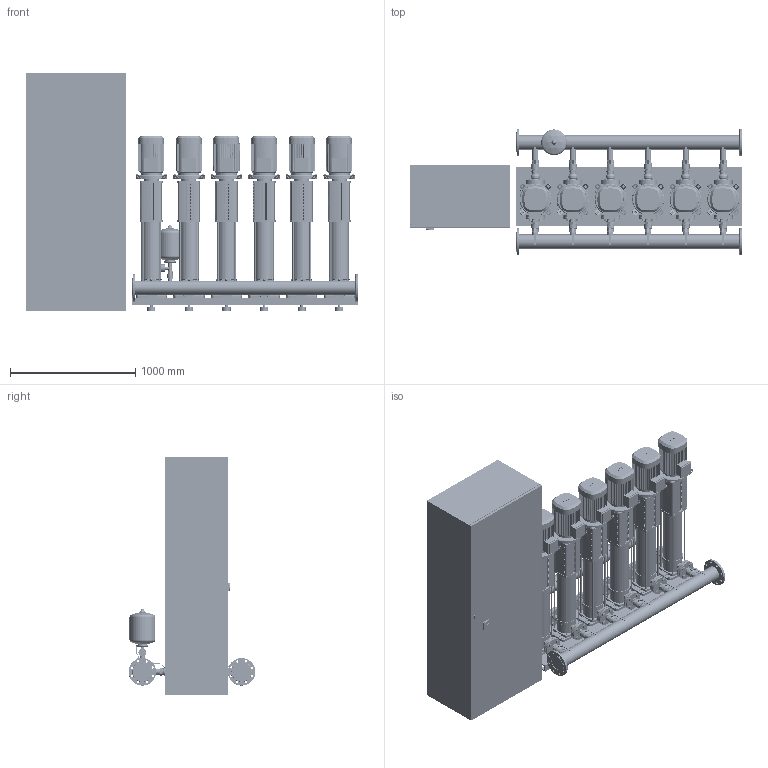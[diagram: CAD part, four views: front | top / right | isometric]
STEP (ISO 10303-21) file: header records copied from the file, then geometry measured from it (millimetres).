
FILE_DESCRIPTION((''),'2;1');
FILE_NAME('3d_CO-6HELIXV1015_K_CC-01-2534159.stp','2016-01-25T07:55:38',(''),(''),'Mechanical Desktop 2009','Mechanical Desktop 2009',', , ');
FILE_SCHEMA(('CONFIG_CONTROL_DESIGN'));
Length unit declared in the file: millimetre
Products named in the file (1): Product
Bounding box: 2650 x 1012 x 1900 mm (x, y, z)
Volume: 1009061270 mm3; surface area: 24255589.4 mm2
Topology: 292 solids, 292 shells, 11376 faces, 30025 edges, 19609 vertices
Faces by surface type: plane 5284, bspline 3478, cylinder 1912, cone 448, torus 228, sphere 26
Entity records: 370239 total; most frequent: CARTESIAN_POINT 88376, ORIENTED_EDGE 59982, DIRECTION 54357, EDGE_CURVE 29991, VECTOR 20471, LINE 20471, VERTEX_POINT 19590, AXIS2_PLACEMENT_3D 16943
